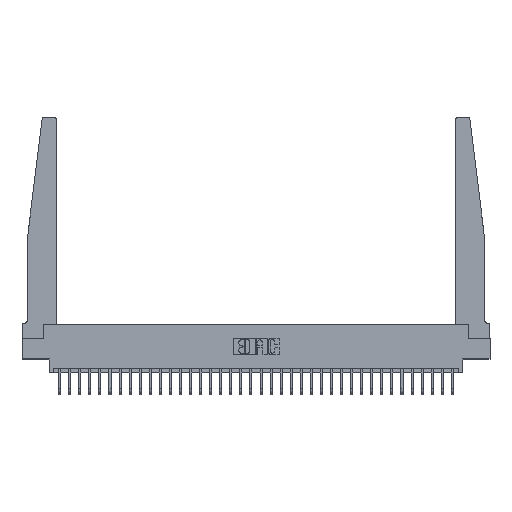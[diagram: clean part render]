
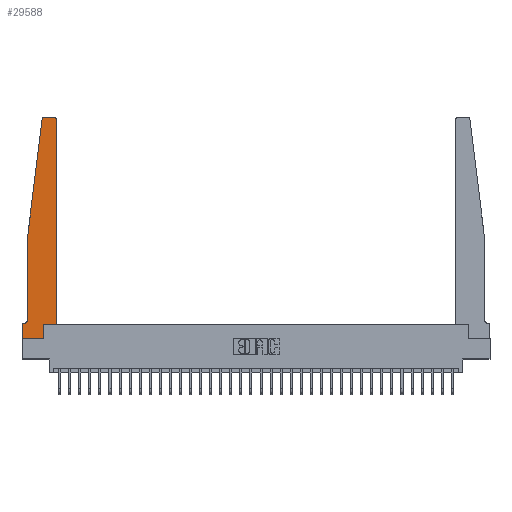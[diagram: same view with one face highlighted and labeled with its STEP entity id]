
A CAD part, top view. The second image highlights one B-rep face of the part: STEP entity #29588.
In plain terms, the highlighted planar face has unit normal (0, 0, 1).
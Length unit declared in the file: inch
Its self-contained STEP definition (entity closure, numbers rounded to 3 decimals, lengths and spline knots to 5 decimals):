
#11 = ORIENTED_EDGE ( 'NONE', *, *, #3110, .T. ) ;
#310 = LINE ( 'NONE', #21465, #1386 ) ;
#421 = CARTESIAN_POINT ( 'NONE',  ( 0.395, 2.72, 0.37 ) ) ;
#560 = CARTESIAN_POINT ( 'NONE',  ( 0., 0., 0.37 ) ) ;
#988 = CARTESIAN_POINT ( 'NONE',  ( 0.015, 0.2375, 0.37 ) ) ;
#1386 = VECTOR ( 'NONE', #28284, 39.37008 ) ;
#1638 = CARTESIAN_POINT ( 'NONE',  ( 0.425, 0.18, 0.37 ) ) ;
#1733 = LINE ( 'NONE', #20128, #16952 ) ;
#2129 = LINE ( 'NONE', #23587, #18521 ) ;
#2135 = VERTEX_POINT ( 'NONE', #15746 ) ;
#2581 = VERTEX_POINT ( 'NONE', #25872 ) ;
#2585 = EDGE_CURVE ( 'NONE', #17109, #16270, #18627, .T. ) ;
#2964 = EDGE_CURVE ( 'NONE', #18810, #29416, #1733, .T. ) ;
#3056 = VECTOR ( 'NONE', #7697, 39.37008 ) ;
#3110 = EDGE_CURVE ( 'NONE', #10350, #17109, #23635, .T. ) ;
#3358 = CARTESIAN_POINT ( 'NONE',  ( 0.065, 0.2375, 0.37 ) ) ;
#3413 = VERTEX_POINT ( 'NONE', #11307 ) ;
#3775 = LINE ( 'NONE', #29574, #12630 ) ;
#3847 = ORIENTED_EDGE ( 'NONE', *, *, #4542, .T. ) ;
#3907 = DIRECTION ( 'NONE',  ( -1., 0., 0. ) ) ;
#4019 = AXIS2_PLACEMENT_3D ( 'NONE', #7071, #16509, #14344 ) ;
#4537 = EDGE_LOOP ( 'NONE', ( #11169, #16866, #11, #24464, #7423, #17173, #8632, #3847, #28821, #13720, #13703, #23676 ) ) ;
#4542 = EDGE_CURVE ( 'NONE', #2581, #18810, #23576, .T. ) ;
#4696 = DIRECTION ( 'NONE',  ( 0., -1., 0. ) ) ;
#4755 = DIRECTION ( 'NONE',  ( -1., 0., 0. ) ) ;
#5280 = VERTEX_POINT ( 'NONE', #19311 ) ;
#5877 = VERTEX_POINT ( 'NONE', #1638 ) ;
#6090 = VECTOR ( 'NONE', #6526, 39.37008 ) ;
#6526 = DIRECTION ( 'NONE',  ( -0.122, -0.992, 0. ) ) ;
#6619 = EDGE_CURVE ( 'NONE', #15127, #2135, #2129, .T. ) ;
#7071 = CARTESIAN_POINT ( 'NONE',  ( 0.27653, 2.72, 0.37 ) ) ;
#7396 = CARTESIAN_POINT ( 'NONE',  ( 0.425, 0.18, 0.37 ) ) ;
#7423 = ORIENTED_EDGE ( 'NONE', *, *, #17265, .T. ) ;
#7534 = EDGE_CURVE ( 'NONE', #2135, #2581, #7782, .T. ) ;
#7697 = DIRECTION ( 'NONE',  ( 1., 0., 0. ) ) ;
#7782 = LINE ( 'NONE', #14449, #20029 ) ;
#8341 = CARTESIAN_POINT ( 'NONE',  ( 0.27653, 2.75, 0.37 ) ) ;
#8632 = ORIENTED_EDGE ( 'NONE', *, *, #7534, .T. ) ;
#9541 = CARTESIAN_POINT ( 'NONE',  ( 0.065, 1.25, 0.37 ) ) ;
#10212 = AXIS2_PLACEMENT_3D ( 'NONE', #421, #24495, #10335 ) ;
#10335 = DIRECTION ( 'NONE',  ( 1., 0., 0. ) ) ;
#10350 = VERTEX_POINT ( 'NONE', #14832 ) ;
#10507 = VERTEX_POINT ( 'NONE', #8341 ) ;
#10895 = DIRECTION ( 'NONE',  ( 0., 0., -1. ) ) ;
#11169 = ORIENTED_EDGE ( 'NONE', *, *, #17928, .T. ) ;
#11307 = CARTESIAN_POINT ( 'NONE',  ( 0.395, 2.75, 0.37 ) ) ;
#12630 = VECTOR ( 'NONE', #27275, 39.37008 ) ;
#12986 = EDGE_CURVE ( 'NONE', #5280, #3413, #23485, .T. ) ;
#13703 = ORIENTED_EDGE ( 'NONE', *, *, #14687, .T. ) ;
#13720 = ORIENTED_EDGE ( 'NONE', *, *, #26736, .T. ) ;
#14009 = CARTESIAN_POINT ( 'NONE',  ( 0.065, 1.25, 0.37 ) ) ;
#14032 = DIRECTION ( 'NONE',  ( 0., 0., 1. ) ) ;
#14344 = DIRECTION ( 'NONE',  ( 1., 0., 0. ) ) ;
#14449 = CARTESIAN_POINT ( 'NONE',  ( 0., 0., 0.37 ) ) ;
#14687 = EDGE_CURVE ( 'NONE', #5877, #5280, #3775, .T. ) ;
#14832 = CARTESIAN_POINT ( 'NONE',  ( 0.24675, 2.72367, 0.37 ) ) ;
#14950 = VECTOR ( 'NONE', #4696, 39.37008 ) ;
#15127 = VERTEX_POINT ( 'NONE', #15520 ) ;
#15203 = DIRECTION ( 'NONE',  ( 0., 1., 0. ) ) ;
#15520 = CARTESIAN_POINT ( 'NONE',  ( 0.015, 0.1875, 0.37 ) ) ;
#15746 = CARTESIAN_POINT ( 'NONE',  ( 0., 0.1875, 0.37 ) ) ;
#16270 = VERTEX_POINT ( 'NONE', #3358 ) ;
#16509 = DIRECTION ( 'NONE',  ( 0., 0., 1. ) ) ;
#16754 = DIRECTION ( 'NONE',  ( 0., -1., 0. ) ) ;
#16866 = ORIENTED_EDGE ( 'NONE', *, *, #24144, .T. ) ;
#16952 = VECTOR ( 'NONE', #15203, 39.37008 ) ;
#17109 = VERTEX_POINT ( 'NONE', #9541 ) ;
#17173 = ORIENTED_EDGE ( 'NONE', *, *, #6619, .T. ) ;
#17265 = EDGE_CURVE ( 'NONE', #16270, #15127, #29462, .T. ) ;
#17368 = CIRCLE ( 'NONE', #4019, 0.03 ) ;
#17436 = LINE ( 'NONE', #7396, #3056 ) ;
#17928 = EDGE_CURVE ( 'NONE', #3413, #10507, #310, .T. ) ;
#18038 = CARTESIAN_POINT ( 'NONE',  ( 0.2605, 0.18, 0.37 ) ) ;
#18502 = FACE_OUTER_BOUND ( 'NONE', #4537, .T. ) ;
#18521 = VECTOR ( 'NONE', #4755, 39.37008 ) ;
#18627 = LINE ( 'NONE', #14009, #14950 ) ;
#18792 = CARTESIAN_POINT ( 'NONE',  ( 0., 0.1875, 0.37 ) ) ;
#18810 = VERTEX_POINT ( 'NONE', #30331 ) ;
#19311 = CARTESIAN_POINT ( 'NONE',  ( 0.425, 2.72, 0.37 ) ) ;
#19324 = AXIS2_PLACEMENT_3D ( 'NONE', #18792, #14032, #28364 ) ;
#20029 = VECTOR ( 'NONE', #16754, 39.37008 ) ;
#20128 = CARTESIAN_POINT ( 'NONE',  ( 0.2605, 0.18, 0.37 ) ) ;
#21465 = CARTESIAN_POINT ( 'NONE',  ( 0.25, 2.75, 0.37 ) ) ;
#23306 = VECTOR ( 'NONE', #28982, 39.37008 ) ;
#23485 = CIRCLE ( 'NONE', #10212, 0.03 ) ;
#23576 = LINE ( 'NONE', #560, #23306 ) ;
#23587 = CARTESIAN_POINT ( 'NONE',  ( 0.065, 0.1875, 0.37 ) ) ;
#23635 = LINE ( 'NONE', #28306, #6090 ) ;
#23676 = ORIENTED_EDGE ( 'NONE', *, *, #12986, .T. ) ;
#24022 = AXIS2_PLACEMENT_3D ( 'NONE', #988, #10895, #3907 ) ;
#24144 = EDGE_CURVE ( 'NONE', #10507, #10350, #17368, .T. ) ;
#24464 = ORIENTED_EDGE ( 'NONE', *, *, #2585, .T. ) ;
#24495 = DIRECTION ( 'NONE',  ( 0., 0., 1. ) ) ;
#25872 = CARTESIAN_POINT ( 'NONE',  ( 0., 0., 0.37 ) ) ;
#26736 = EDGE_CURVE ( 'NONE', #29416, #5877, #17436, .T. ) ;
#27275 = DIRECTION ( 'NONE',  ( 0., 1., 0. ) ) ;
#28284 = DIRECTION ( 'NONE',  ( -1., 0., 0. ) ) ;
#28306 = CARTESIAN_POINT ( 'NONE',  ( 0.065, 1.25, 0.37 ) ) ;
#28364 = DIRECTION ( 'NONE',  ( 1., 0., 0. ) ) ;
#28821 = ORIENTED_EDGE ( 'NONE', *, *, #2964, .T. ) ;
#28982 = DIRECTION ( 'NONE',  ( 1., 0., 0. ) ) ;
#29416 = VERTEX_POINT ( 'NONE', #18038 ) ;
#29462 = CIRCLE ( 'NONE', #24022, 0.05 ) ;
#29574 = CARTESIAN_POINT ( 'NONE',  ( 0.425, 0.18, 0.37 ) ) ;
#29588 = ADVANCED_FACE ( 'NONE', ( #18502 ), #30360, .T. ) ;
#30331 = CARTESIAN_POINT ( 'NONE',  ( 0.2605, 0., 0.37 ) ) ;
#30360 = PLANE ( 'NONE',  #19324 ) ;
